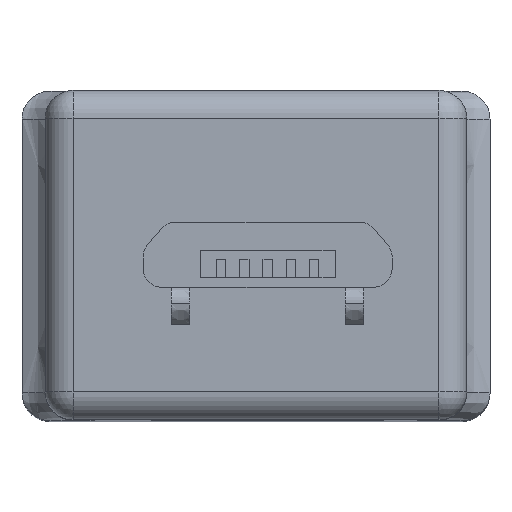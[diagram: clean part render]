
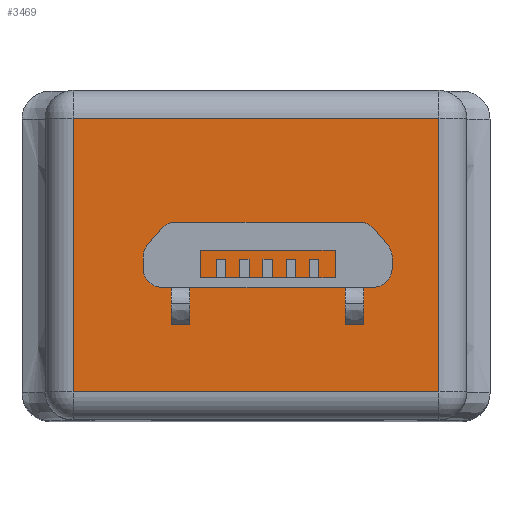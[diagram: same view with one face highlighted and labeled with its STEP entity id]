
A CAD part, top view. The second image highlights one B-rep face of the part: STEP entity #3469.
In plain terms, the highlighted planar face has unit normal (0, 0, 1).
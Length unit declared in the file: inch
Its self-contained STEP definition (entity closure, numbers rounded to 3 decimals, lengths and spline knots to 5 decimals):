
#3334 = VERTEX_POINT ( 'NONE', #11066 ) ;
#3348 = VERTEX_POINT ( 'NONE', #11114 ) ;
#3358 = ORIENTED_EDGE ( 'NONE', *, *, #3473, .T. ) ;
#3360 = EDGE_LOOP ( 'NONE', ( #3358, #3471, #3470, #3468 ) ) ;
#3468 = ORIENTED_EDGE ( 'NONE', *, *, #3477, .T. ) ;
#3469 = ADVANCED_FACE ( 'NONE', ( #11250 ), #11225, .F. ) ;
#3470 = ORIENTED_EDGE ( 'NONE', *, *, #3475, .T. ) ;
#3471 = ORIENTED_EDGE ( 'NONE', *, *, #3472, .T. ) ;
#3472 = EDGE_CURVE ( 'NONE', #3348, #3498, #11227, .T. ) ;
#3473 = EDGE_CURVE ( 'NONE', #3334, #3348, #11374, .T. ) ;
#3474 = VERTEX_POINT ( 'NONE', #11336 ) ;
#3475 = EDGE_CURVE ( 'NONE', #3498, #3474, #11335, .T. ) ;
#3477 = EDGE_CURVE ( 'NONE', #3474, #3334, #11366, .T. ) ;
#3498 = VERTEX_POINT ( 'NONE', #11255 ) ;
#11066 = CARTESIAN_POINT ( 'NONE',  ( 0.184, 0.147, 0.492 ) ) ;
#11114 = CARTESIAN_POINT ( 'NONE',  ( -0.209, 0.147, 0.492 ) ) ;
#11225 = PLANE ( 'NONE',  #11341 ) ;
#11226 = CARTESIAN_POINT ( 'NONE',  ( -0.209, 0.177, 0.492 ) ) ;
#11227 = LINE ( 'NONE', #11226, #11340 ) ;
#11247 = CARTESIAN_POINT ( 'NONE',  ( -0.239, 0.177, 0.492 ) ) ;
#11250 = FACE_OUTER_BOUND ( 'NONE', #3360, .T. ) ;
#11255 = CARTESIAN_POINT ( 'NONE',  ( -0.209, -0.147, 0.492 ) ) ;
#11335 = LINE ( 'NONE', #11369, #11368 ) ;
#11336 = CARTESIAN_POINT ( 'NONE',  ( 0.184, -0.147, 0.492 ) ) ;
#11337 = DIRECTION ( 'NONE',  ( -1., 0., 0. ) ) ;
#11338 = DIRECTION ( 'NONE',  ( 0., 0., -1. ) ) ;
#11339 = DIRECTION ( 'NONE',  ( 0., -1., 0. ) ) ;
#11340 = VECTOR ( 'NONE', #11339, 39.37008 ) ;
#11341 = AXIS2_PLACEMENT_3D ( 'NONE', #11247, #11338, #11337 ) ;
#11362 = DIRECTION ( 'NONE',  ( 0., 1., 0. ) ) ;
#11363 = VECTOR ( 'NONE', #11362, 39.37008 ) ;
#11364 = CARTESIAN_POINT ( 'NONE',  ( 0.184, 0.177, 0.492 ) ) ;
#11366 = LINE ( 'NONE', #11364, #11363 ) ;
#11367 = DIRECTION ( 'NONE',  ( 1., 0., 0. ) ) ;
#11368 = VECTOR ( 'NONE', #11367, 39.37008 ) ;
#11369 = CARTESIAN_POINT ( 'NONE',  ( 0.214, -0.147, 0.492 ) ) ;
#11371 = DIRECTION ( 'NONE',  ( -1., 0., 0. ) ) ;
#11372 = VECTOR ( 'NONE', #11371, 39.37008 ) ;
#11373 = CARTESIAN_POINT ( 'NONE',  ( -0.239, 0.147, 0.492 ) ) ;
#11374 = LINE ( 'NONE', #11373, #11372 ) ;
